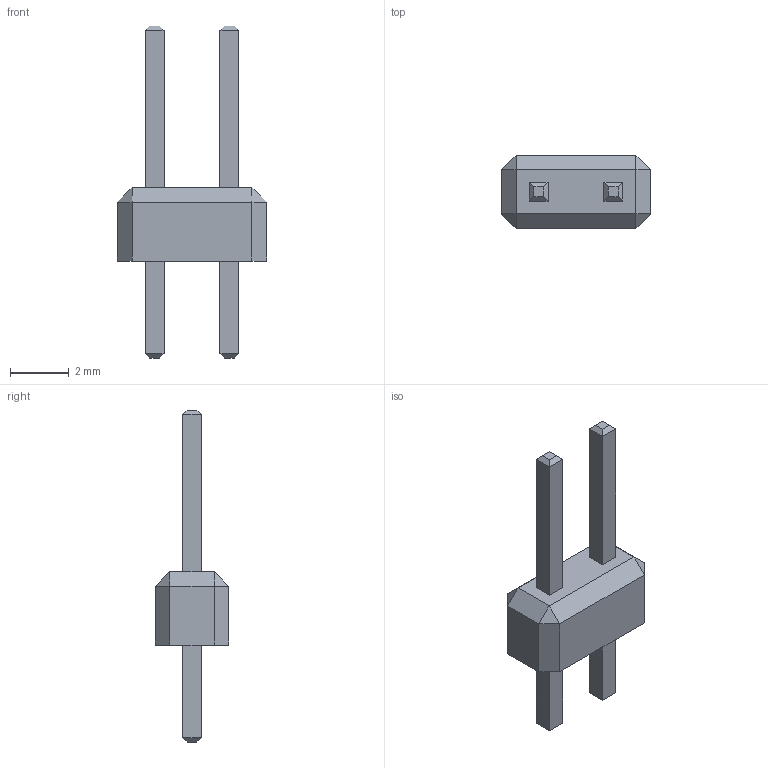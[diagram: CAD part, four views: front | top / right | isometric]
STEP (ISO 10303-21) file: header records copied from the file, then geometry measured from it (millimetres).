
FILE_DESCRIPTION (( 'STEP AP214' ), '1' );
FILE_NAME ('jumper_2pins.STEP', '2012-04-04T19:14:47', ( 'JFDuval' ), ( '' ), 'SwSTEP 2.0', 'SolidWorks 2010', '' );
FILE_SCHEMA (( 'AUTOMOTIVE_DESIGN' ));
Length unit declared in the file: millimetre
Products named in the file (1): jumper_2pins
Bounding box: 5.08 x 2.5 x 11.3 mm (x, y, z)
Volume: 36.1 mm3; surface area: 99.1 mm2
Topology: 1 solids, 1 shells, 54 faces, 116 edges, 68 vertices
Faces by surface type: plane 54
Entity records: 2024 total; most frequent: CARTESIAN_POINT 239, ORIENTED_EDGE 232, DIRECTION 226, EDGE_CURVE 116, VECTOR 116, LINE 116, VERTEX_POINT 68, EDGE_LOOP 58
